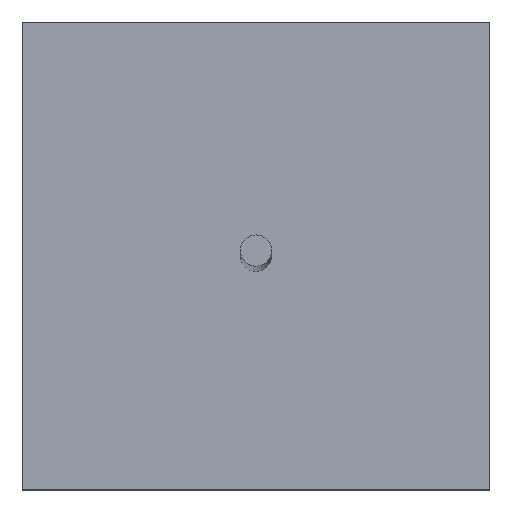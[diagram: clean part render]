
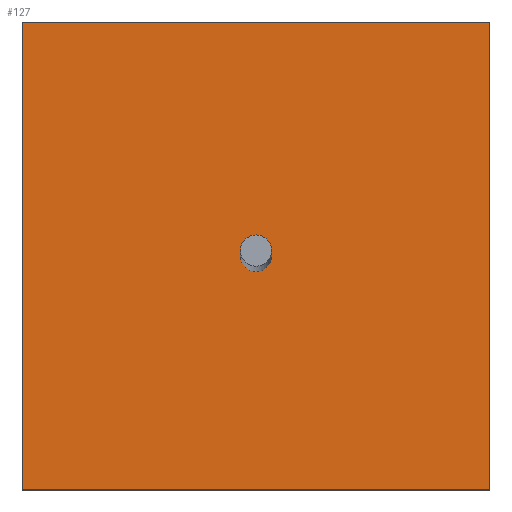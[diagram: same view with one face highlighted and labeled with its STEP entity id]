
A CAD part, top view. The second image highlights one B-rep face of the part: STEP entity #127.
In plain terms, the highlighted planar face has unit normal (0, 0, 1).
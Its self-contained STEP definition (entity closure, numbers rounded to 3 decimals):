
#17=LINE('',#189,#29);
#20=LINE('',#195,#32);
#23=LINE('',#201,#35);
#26=LINE('',#205,#38);
#29=VECTOR('',#155,150.);
#32=VECTOR('',#160,150.);
#35=VECTOR('',#165,150.);
#38=VECTOR('',#170,150.);
#44=PLANE('',#139);
#47=FACE_BOUND('',#64,.T.);
#54=FACE_OUTER_BOUND('',#63,.T.);
#63=EDGE_LOOP('',(#111,#112,#113,#114));
#64=EDGE_LOOP('',(#115));
#67=CIRCLE('',#133,5.);
#69=VERTEX_POINT('',#179);
#72=VERTEX_POINT('',#186);
#73=VERTEX_POINT('',#188);
#75=VERTEX_POINT('',#194);
#77=VERTEX_POINT('',#200);
#79=EDGE_CURVE('',#69,#69,#67,.T.);
#82=EDGE_CURVE('',#73,#72,#17,.T.);
#85=EDGE_CURVE('',#75,#73,#20,.T.);
#88=EDGE_CURVE('',#77,#75,#23,.T.);
#91=EDGE_CURVE('',#72,#77,#26,.T.);
#111=ORIENTED_EDGE('',*,*,#91,.T.);
#112=ORIENTED_EDGE('',*,*,#88,.T.);
#113=ORIENTED_EDGE('',*,*,#85,.T.);
#114=ORIENTED_EDGE('',*,*,#82,.T.);
#115=ORIENTED_EDGE('',*,*,#79,.T.);
#127=ADVANCED_FACE('',(#54,#47),#44,.T.);
#133=AXIS2_PLACEMENT_3D('',#180,#147,#148);
#139=AXIS2_PLACEMENT_3D('',#206,#171,#172);
#147=DIRECTION('center_axis',(0.,0.,-1.));
#148=DIRECTION('ref_axis',(-1.,0.,0.));
#155=DIRECTION('',(0.,-1.,0.));
#160=DIRECTION('',(-1.,0.,0.));
#165=DIRECTION('',(0.,1.,0.));
#170=DIRECTION('',(1.,0.,0.));
#171=DIRECTION('center_axis',(0.,0.,1.));
#172=DIRECTION('ref_axis',(1.,0.,0.));
#179=CARTESIAN_POINT('',(5.,0.,10.));
#180=CARTESIAN_POINT('Origin',(0.,0.,10.));
#186=CARTESIAN_POINT('',(-75.,-75.,10.));
#188=CARTESIAN_POINT('',(-75.,75.,10.));
#189=CARTESIAN_POINT('',(-75.,75.,10.));
#194=CARTESIAN_POINT('',(75.,75.,10.));
#195=CARTESIAN_POINT('',(75.,75.,10.));
#200=CARTESIAN_POINT('',(75.,-75.,10.));
#201=CARTESIAN_POINT('',(75.,-75.,10.));
#205=CARTESIAN_POINT('',(-75.,-75.,10.));
#206=CARTESIAN_POINT('Origin',(0.,0.,10.));
